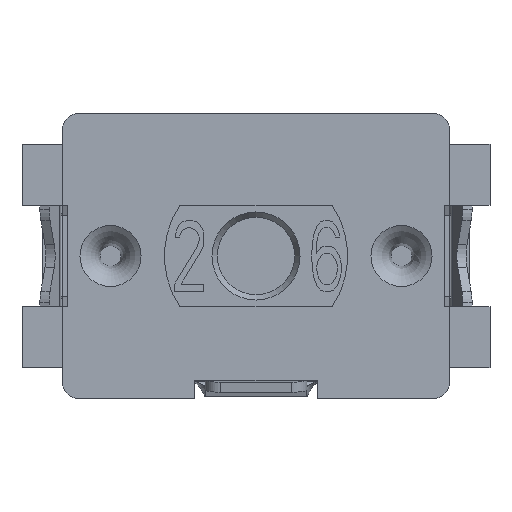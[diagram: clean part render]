
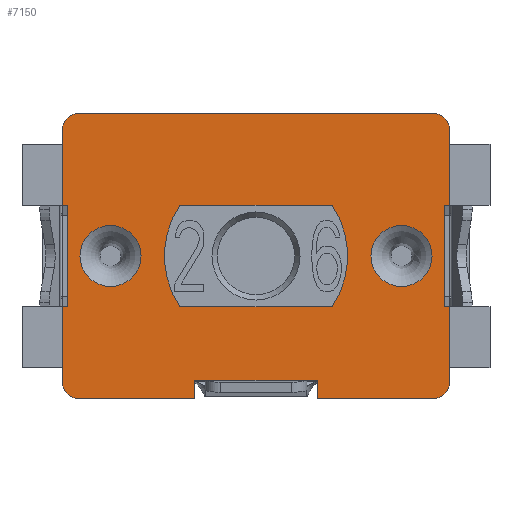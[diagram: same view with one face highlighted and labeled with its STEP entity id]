
A CAD part, front view. The second image highlights one B-rep face of the part: STEP entity #7150.
In plain terms, the highlighted planar face has unit normal (0, -1, 0).
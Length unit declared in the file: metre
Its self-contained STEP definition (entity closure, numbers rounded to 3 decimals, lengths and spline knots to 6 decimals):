
#189=FACE_BOUND('',#947,.T.);
#190=FACE_BOUND('',#948,.T.);
#191=FACE_BOUND('',#949,.T.);
#207=CIRCLE('',#7546,0.00015);
#208=CIRCLE('',#7547,0.00015);
#209=CIRCLE('',#7548,0.00015);
#210=CIRCLE('',#7549,0.00015);
#211=CIRCLE('',#7550,0.0009);
#212=CIRCLE('',#7551,0.0009);
#213=CIRCLE('',#7552,0.0003);
#214=CIRCLE('',#7553,0.0003);
#565=FACE_OUTER_BOUND('',#946,.T.);
#946=EDGE_LOOP('',(#4804,#4805,#4806,#4807,#4808,#4809,#4810,#4811,#4812,
#4813,#4814,#4815,#4816,#4817,#4818,#4819,#4820,#4821,#4822,#4823));
#947=EDGE_LOOP('',(#4824,#4825,#4826,#4827));
#948=EDGE_LOOP('',(#4828));
#949=EDGE_LOOP('',(#4829));
#1377=LINE('',#10109,#2207);
#1378=LINE('',#10111,#2208);
#1379=LINE('',#10113,#2209);
#1380=LINE('',#10115,#2210);
#1381=LINE('',#10117,#2211);
#1382=LINE('',#10121,#2212);
#1383=LINE('',#10125,#2213);
#1384=LINE('',#10127,#2214);
#1385=LINE('',#10129,#2215);
#1386=LINE('',#10131,#2216);
#1387=LINE('',#10133,#2217);
#1388=LINE('',#10137,#2218);
#1389=LINE('',#10139,#2219);
#1390=LINE('',#10141,#2220);
#1391=LINE('',#10143,#2221);
#1392=LINE('',#10145,#2222);
#1393=LINE('',#10149,#2223);
#1394=LINE('',#10153,#2224);
#2207=VECTOR('',#8157,1.);
#2208=VECTOR('',#8158,1.);
#2209=VECTOR('',#8159,1.);
#2210=VECTOR('',#8160,1.);
#2211=VECTOR('',#8161,0.01);
#2212=VECTOR('',#8164,1.);
#2213=VECTOR('',#8167,1.);
#2214=VECTOR('',#8168,1.);
#2215=VECTOR('',#8169,1.);
#2216=VECTOR('',#8170,1.);
#2217=VECTOR('',#8171,0.01);
#2218=VECTOR('',#8174,1.);
#2219=VECTOR('',#8175,1.);
#2220=VECTOR('',#8176,1.);
#2221=VECTOR('',#8177,1.);
#2222=VECTOR('',#8178,1.);
#2223=VECTOR('',#8181,1.);
#2224=VECTOR('',#8184,1.);
#3029=VERTEX_POINT('',#10107);
#3030=VERTEX_POINT('',#10108);
#3031=VERTEX_POINT('',#10110);
#3032=VERTEX_POINT('',#10112);
#3033=VERTEX_POINT('',#10114);
#3034=VERTEX_POINT('',#10116);
#3035=VERTEX_POINT('',#10118);
#3036=VERTEX_POINT('',#10120);
#3037=VERTEX_POINT('',#10122);
#3038=VERTEX_POINT('',#10124);
#3039=VERTEX_POINT('',#10126);
#3040=VERTEX_POINT('',#10128);
#3041=VERTEX_POINT('',#10130);
#3042=VERTEX_POINT('',#10132);
#3043=VERTEX_POINT('',#10134);
#3044=VERTEX_POINT('',#10136);
#3045=VERTEX_POINT('',#10138);
#3046=VERTEX_POINT('',#10140);
#3047=VERTEX_POINT('',#10142);
#3048=VERTEX_POINT('',#10144);
#3049=VERTEX_POINT('',#10147);
#3050=VERTEX_POINT('',#10148);
#3051=VERTEX_POINT('',#10150);
#3052=VERTEX_POINT('',#10152);
#3053=VERTEX_POINT('',#10155);
#3054=VERTEX_POINT('',#10157);
#3729=EDGE_CURVE('',#3029,#3030,#1377,.T.);
#3730=EDGE_CURVE('',#3031,#3029,#1378,.T.);
#3731=EDGE_CURVE('',#3032,#3031,#1379,.T.);
#3732=EDGE_CURVE('',#3033,#3032,#1380,.T.);
#3733=EDGE_CURVE('',#3033,#3034,#1381,.T.);
#3734=EDGE_CURVE('',#3034,#3035,#207,.T.);
#3735=EDGE_CURVE('',#3036,#3035,#1382,.T.);
#3736=EDGE_CURVE('',#3036,#3037,#208,.T.);
#3737=EDGE_CURVE('',#3038,#3037,#1383,.T.);
#3738=EDGE_CURVE('',#3039,#3038,#1384,.T.);
#3739=EDGE_CURVE('',#3040,#3039,#1385,.T.);
#3740=EDGE_CURVE('',#3041,#3040,#1386,.T.);
#3741=EDGE_CURVE('',#3041,#3042,#1387,.T.);
#3742=EDGE_CURVE('',#3042,#3043,#209,.T.);
#3743=EDGE_CURVE('',#3044,#3043,#1388,.T.);
#3744=EDGE_CURVE('',#3044,#3045,#1389,.T.);
#3745=EDGE_CURVE('',#3045,#3046,#1390,.T.);
#3746=EDGE_CURVE('',#3047,#3046,#1391,.T.);
#3747=EDGE_CURVE('',#3048,#3047,#1392,.T.);
#3748=EDGE_CURVE('',#3048,#3030,#210,.T.);
#3749=EDGE_CURVE('',#3049,#3050,#1393,.T.);
#3750=EDGE_CURVE('',#3051,#3049,#211,.T.);
#3751=EDGE_CURVE('',#3052,#3051,#1394,.T.);
#3752=EDGE_CURVE('',#3050,#3052,#212,.T.);
#3753=EDGE_CURVE('',#3053,#3053,#213,.T.);
#3754=EDGE_CURVE('',#3054,#3054,#214,.T.);
#4804=ORIENTED_EDGE('',*,*,#3729,.F.);
#4805=ORIENTED_EDGE('',*,*,#3730,.F.);
#4806=ORIENTED_EDGE('',*,*,#3731,.F.);
#4807=ORIENTED_EDGE('',*,*,#3732,.F.);
#4808=ORIENTED_EDGE('',*,*,#3733,.T.);
#4809=ORIENTED_EDGE('',*,*,#3734,.T.);
#4810=ORIENTED_EDGE('',*,*,#3735,.F.);
#4811=ORIENTED_EDGE('',*,*,#3736,.T.);
#4812=ORIENTED_EDGE('',*,*,#3737,.F.);
#4813=ORIENTED_EDGE('',*,*,#3738,.F.);
#4814=ORIENTED_EDGE('',*,*,#3739,.F.);
#4815=ORIENTED_EDGE('',*,*,#3740,.F.);
#4816=ORIENTED_EDGE('',*,*,#3741,.T.);
#4817=ORIENTED_EDGE('',*,*,#3742,.T.);
#4818=ORIENTED_EDGE('',*,*,#3743,.F.);
#4819=ORIENTED_EDGE('',*,*,#3744,.T.);
#4820=ORIENTED_EDGE('',*,*,#3745,.T.);
#4821=ORIENTED_EDGE('',*,*,#3746,.F.);
#4822=ORIENTED_EDGE('',*,*,#3747,.F.);
#4823=ORIENTED_EDGE('',*,*,#3748,.T.);
#4824=ORIENTED_EDGE('',*,*,#3749,.F.);
#4825=ORIENTED_EDGE('',*,*,#3750,.F.);
#4826=ORIENTED_EDGE('',*,*,#3751,.F.);
#4827=ORIENTED_EDGE('',*,*,#3752,.F.);
#4828=ORIENTED_EDGE('',*,*,#3753,.F.);
#4829=ORIENTED_EDGE('',*,*,#3754,.T.);
#6892=PLANE('',#7545);
#7150=ADVANCED_FACE('',(#565,#189,#190,#191),#6892,.T.);
#7545=AXIS2_PLACEMENT_3D('',#10106,#8155,#8156);
#7546=AXIS2_PLACEMENT_3D('',#10119,#8162,#8163);
#7547=AXIS2_PLACEMENT_3D('',#10123,#8165,#8166);
#7548=AXIS2_PLACEMENT_3D('',#10135,#8172,#8173);
#7549=AXIS2_PLACEMENT_3D('',#10146,#8179,#8180);
#7550=AXIS2_PLACEMENT_3D('',#10151,#8182,#8183);
#7551=AXIS2_PLACEMENT_3D('',#10154,#8185,#8186);
#7552=AXIS2_PLACEMENT_3D('',#10156,#8187,#8188);
#7553=AXIS2_PLACEMENT_3D('',#10158,#8189,#8190);
#8155=DIRECTION('center_axis',(0.,-1.,0.));
#8156=DIRECTION('ref_axis',(0.,0.,-1.));
#8157=DIRECTION('',(0.,0.,-1.));
#8158=DIRECTION('',(1.,0.,0.));
#8159=DIRECTION('',(0.,0.,-1.));
#8160=DIRECTION('',(-1.,0.,0.));
#8161=DIRECTION('',(0.,0.,1.));
#8162=DIRECTION('center_axis',(0.,-1.,0.));
#8163=DIRECTION('ref_axis',(1.,0.,0.));
#8164=DIRECTION('',(1.,0.,0.));
#8165=DIRECTION('center_axis',(0.,-1.,0.));
#8166=DIRECTION('ref_axis',(0.,0.,1.));
#8167=DIRECTION('',(0.,0.,1.));
#8168=DIRECTION('',(-1.,0.,0.));
#8169=DIRECTION('',(0.,0.,1.));
#8170=DIRECTION('',(1.,0.,0.));
#8171=DIRECTION('',(0.,0.,-1.));
#8172=DIRECTION('center_axis',(0.,-1.,0.));
#8173=DIRECTION('ref_axis',(-1.,0.,0.));
#8174=DIRECTION('',(-1.,0.,0.));
#8175=DIRECTION('',(0.,0.,1.));
#8176=DIRECTION('',(1.,0.,0.));
#8177=DIRECTION('',(0.,0.,1.));
#8178=DIRECTION('',(-1.,0.,0.));
#8179=DIRECTION('center_axis',(0.,-1.,0.));
#8180=DIRECTION('ref_axis',(0.,0.,-1.));
#8181=DIRECTION('',(1.,0.,0.));
#8182=DIRECTION('center_axis',(0.,-1.,0.));
#8183=DIRECTION('ref_axis',(-0.831,0.,0.556));
#8184=DIRECTION('',(-1.,0.,0.));
#8185=DIRECTION('center_axis',(0.,-1.,0.));
#8186=DIRECTION('ref_axis',(0.831,0.,-0.556));
#8187=DIRECTION('center_axis',(0.,-1.,0.));
#8188=DIRECTION('ref_axis',(1.,0.,0.));
#8189=DIRECTION('center_axis',(0.,1.,0.));
#8190=DIRECTION('ref_axis',(-1.,0.,0.));
#10106=CARTESIAN_POINT('Origin',(0.,0.,0.));
#10107=CARTESIAN_POINT('',(0.0019,0.,-0.0005));
#10108=CARTESIAN_POINT('',(0.0019,0.,-0.00125));
#10109=CARTESIAN_POINT('',(0.0019,0.,-0.0011));
#10110=CARTESIAN_POINT('',(0.00185,0.,-0.0005));
#10111=CARTESIAN_POINT('',(0.00185,0.,-0.0005));
#10112=CARTESIAN_POINT('',(0.00185,0.,0.0005));
#10113=CARTESIAN_POINT('',(0.00185,0.,0.0005));
#10114=CARTESIAN_POINT('',(0.0019,0.,0.0005));
#10115=CARTESIAN_POINT('',(0.0019,0.,0.0005));
#10116=CARTESIAN_POINT('',(0.0019,0.,0.00125));
#10117=CARTESIAN_POINT('',(0.0019,0.,0.00025));
#10118=CARTESIAN_POINT('',(0.00175,0.,0.0014));
#10119=CARTESIAN_POINT('Origin',(0.00175,0.,0.00125));
#10120=CARTESIAN_POINT('',(-0.00175,0.,0.0014));
#10121=CARTESIAN_POINT('',(-0.00175,0.,0.0014));
#10122=CARTESIAN_POINT('',(-0.0019,0.,0.00125));
#10123=CARTESIAN_POINT('Origin',(-0.00175,0.,0.00125));
#10124=CARTESIAN_POINT('',(-0.0019,0.,0.0005));
#10125=CARTESIAN_POINT('',(-0.0019,0.,0.0011));
#10126=CARTESIAN_POINT('',(-0.00185,0.,0.0005));
#10127=CARTESIAN_POINT('',(-0.00185,0.,0.0005));
#10128=CARTESIAN_POINT('',(-0.00185,0.,-0.0005));
#10129=CARTESIAN_POINT('',(-0.00185,0.,-0.0005));
#10130=CARTESIAN_POINT('',(-0.0019,0.,-0.0005));
#10131=CARTESIAN_POINT('',(-0.0019,0.,-0.0005));
#10132=CARTESIAN_POINT('',(-0.0019,0.,-0.00125));
#10133=CARTESIAN_POINT('',(-0.0019,0.,-0.00025));
#10134=CARTESIAN_POINT('',(-0.00175,0.,-0.0014));
#10135=CARTESIAN_POINT('Origin',(-0.00175,0.,-0.00125));
#10136=CARTESIAN_POINT('',(-0.0006,0.,-0.0014));
#10137=CARTESIAN_POINT('',(-0.0006,0.,-0.0014));
#10138=CARTESIAN_POINT('',(-0.0006,0.,-0.00122));
#10139=CARTESIAN_POINT('',(-0.0006,0.,-0.0014));
#10140=CARTESIAN_POINT('',(0.0006,0.,-0.00122));
#10141=CARTESIAN_POINT('',(-0.0006,0.,-0.00122));
#10142=CARTESIAN_POINT('',(0.0006,0.,-0.0014));
#10143=CARTESIAN_POINT('',(0.0006,0.,-0.0014));
#10144=CARTESIAN_POINT('',(0.00175,0.,-0.0014));
#10145=CARTESIAN_POINT('',(0.00175,0.,-0.0014));
#10146=CARTESIAN_POINT('Origin',(0.00175,0.,-0.00125));
#10147=CARTESIAN_POINT('',(-0.000748,0.,-0.0005));
#10148=CARTESIAN_POINT('',(0.000748,0.,-0.0005));
#10149=CARTESIAN_POINT('',(-0.000748,0.,-0.0005));
#10150=CARTESIAN_POINT('',(-0.000748,0.,0.0005));
#10151=CARTESIAN_POINT('Origin',(0.,0.,0.));
#10152=CARTESIAN_POINT('',(0.000748,0.,0.0005));
#10153=CARTESIAN_POINT('',(0.000748,0.,0.0005));
#10154=CARTESIAN_POINT('Origin',(0.,0.,0.));
#10155=CARTESIAN_POINT('',(0.00173,0.,0.));
#10156=CARTESIAN_POINT('Origin',(0.00143,0.,0.));
#10157=CARTESIAN_POINT('',(-0.00173,0.,0.));
#10158=CARTESIAN_POINT('Origin',(-0.00143,0.,0.));
